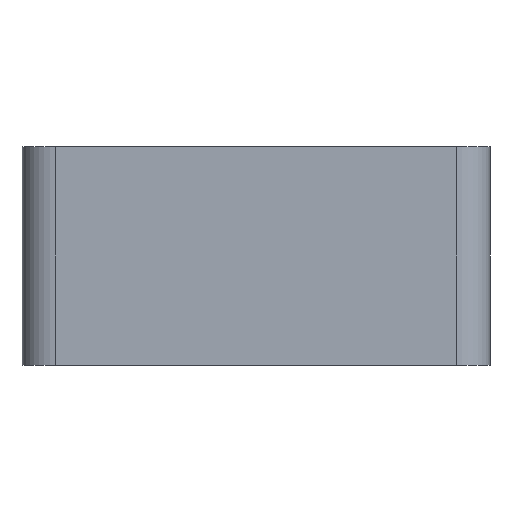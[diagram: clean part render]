
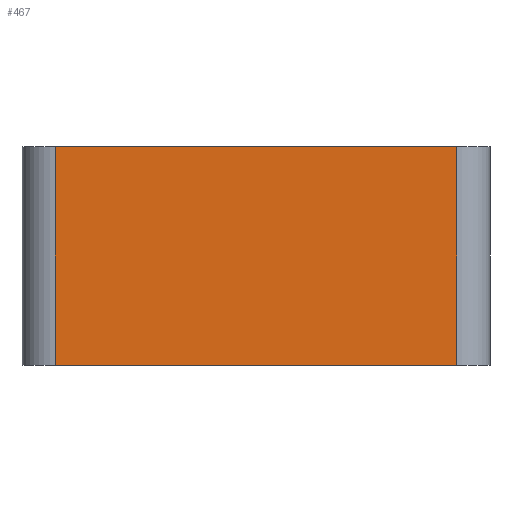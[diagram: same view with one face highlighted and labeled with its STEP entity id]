
A CAD part, front view. The second image highlights one B-rep face of the part: STEP entity #467.
In plain terms, the highlighted planar face has unit normal (0, -1, 0).
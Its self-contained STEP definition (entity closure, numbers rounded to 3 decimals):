
#36=PLANE('',#542);
#62=FACE_OUTER_BOUND('',#101,.T.);
#101=EDGE_LOOP('',(#398,#399,#400,#401));
#119=LINE('',#720,#149);
#139=LINE('',#818,#169);
#140=LINE('',#820,#170);
#142=LINE('',#823,#172);
#149=VECTOR('',#567,1000.);
#169=VECTOR('',#673,1000.);
#170=VECTOR('',#676,10.);
#172=VECTOR('',#680,10.);
#213=VERTEX_POINT('',#717);
#214=VERTEX_POINT('',#719);
#243=VERTEX_POINT('',#804);
#249=VERTEX_POINT('',#816);
#254=EDGE_CURVE('',#213,#214,#119,.T.);
#303=EDGE_CURVE('',#243,#249,#139,.T.);
#304=EDGE_CURVE('',#243,#213,#140,.T.);
#306=EDGE_CURVE('',#249,#214,#142,.T.);
#398=ORIENTED_EDGE('',*,*,#303,.T.);
#399=ORIENTED_EDGE('',*,*,#306,.T.);
#400=ORIENTED_EDGE('',*,*,#254,.F.);
#401=ORIENTED_EDGE('',*,*,#304,.F.);
#467=ADVANCED_FACE('',(#62),#36,.F.);
#542=AXIS2_PLACEMENT_3D('',#822,#678,#679);
#567=DIRECTION('',(1.,0.,0.));
#673=DIRECTION('',(1.,0.,0.));
#676=DIRECTION('',(0.,0.,1.));
#678=DIRECTION('center_axis',(0.,1.,0.));
#679=DIRECTION('ref_axis',(0.,0.,1.));
#680=DIRECTION('',(0.,0.,1.));
#717=CARTESIAN_POINT('',(-18.,-21.,19.6));
#719=CARTESIAN_POINT('',(18.,-21.,19.6));
#720=CARTESIAN_POINT('',(-18.,-21.,19.6));
#804=CARTESIAN_POINT('',(-18.,-21.,0.));
#816=CARTESIAN_POINT('',(18.,-21.,0.));
#818=CARTESIAN_POINT('',(-18.,-21.,0.));
#820=CARTESIAN_POINT('',(-18.,-21.,18.6));
#822=CARTESIAN_POINT('Origin',(-18.,-21.,18.6));
#823=CARTESIAN_POINT('',(18.,-21.,18.6));
